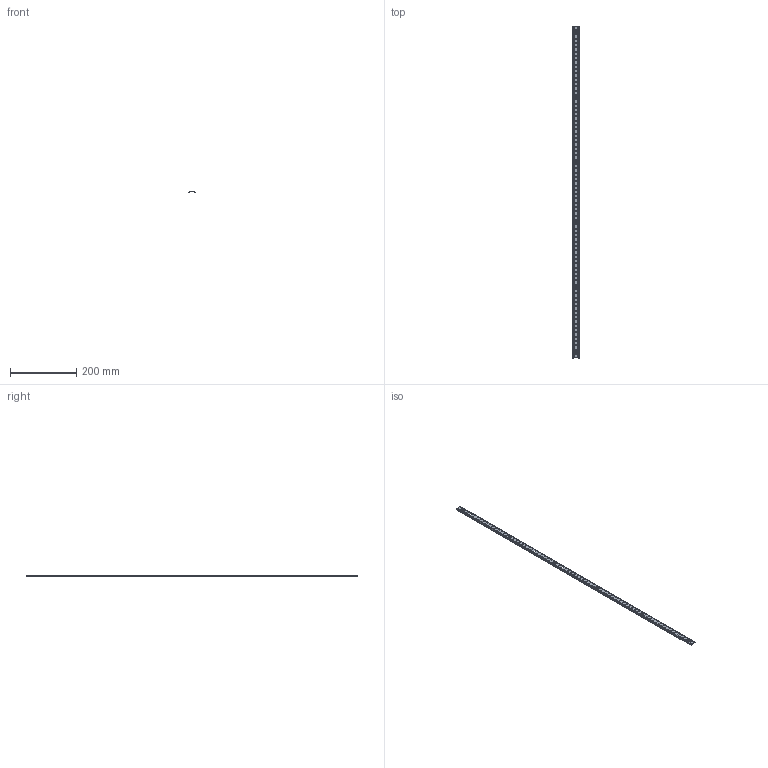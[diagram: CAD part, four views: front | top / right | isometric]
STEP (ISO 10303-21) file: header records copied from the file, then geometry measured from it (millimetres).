
FILE_DESCRIPTION (( 'STEP AP203' ), '1' );
FILE_NAME ('FC-1751-4.STEP', '2009-09-28T07:31:16', ( ' ' ), ( ' ' ), 'SwSTEP 2.0', 'SolidWorks 2007', '' );
FILE_SCHEMA (( 'CONFIG_CONTROL_DESIGN' ));
Length unit declared in the file: millimetre
Products named in the file (1): FC-1751-4
Bounding box: 20 x 1000 x 4 mm (x, y, z)
Volume: 25214.2 mm3; surface area: 46534.6 mm2
Topology: 1 solids, 1 shells, 414 faces, 1236 edges, 824 vertices
Faces by surface type: cylinder 248, plane 166
Entity records: 14521 total; most frequent: DIRECTION 2562, CARTESIAN_POINT 2475, ORIENTED_EDGE 2472, EDGE_CURVE 1236, AXIS2_PLACEMENT_3D 911, VERTEX_POINT 824, VECTOR 740, LINE 740
